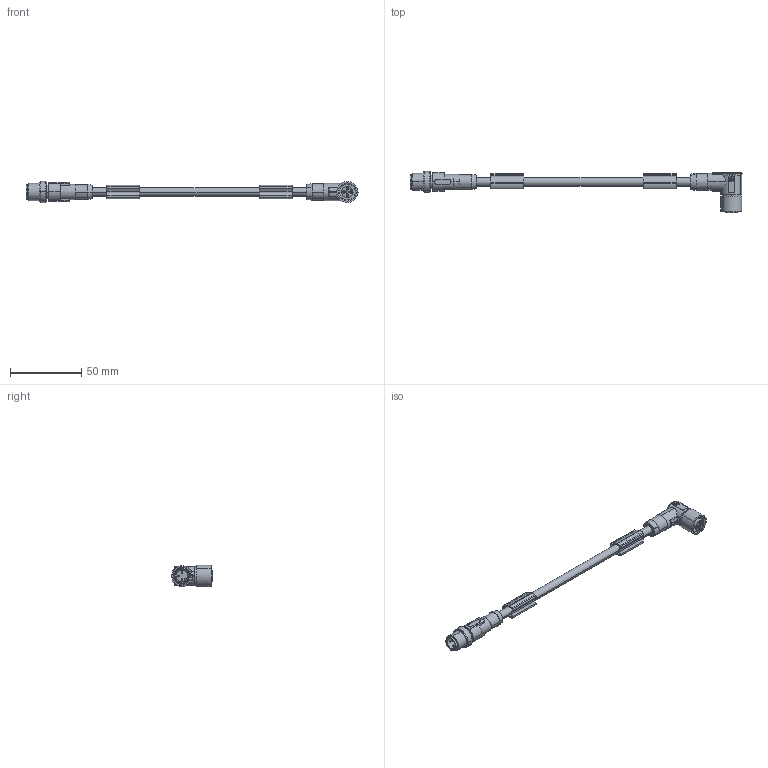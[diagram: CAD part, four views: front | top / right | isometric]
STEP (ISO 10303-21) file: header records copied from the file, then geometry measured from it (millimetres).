
FILE_DESCRIPTION(('SolidDesigner STEP Export'),'2;1');
FILE_NAME('1694554.stp','2011-12-01T 8:03:29',(''),(''),'CoCreate Modeling STEP processor for AP214 (Solid Model)','CoCreate Modeling 16.00A 16-Aug-2008 (C) Parametric Technology GmbH','');
FILE_SCHEMA(('AUTOMOTIVE_DESIGN { 1 0 10303 214 1 1 1 1 }'));
Length unit declared in the file: millimetre
Products named in the file (2): 1694554
Assembly tree (1 placements, depth 2):
  1694554
    1694554
Bounding box: 233.05 x 28.9 x 14.8 mm (x, y, z)
Volume: 16018.1 mm3; surface area: 11284.8 mm2
Topology: 1 solids, 1 shells, 417 faces, 1127 edges, 747 vertices
Faces by surface type: cylinder 210, plane 151, cone 27, extrusion 18, bspline 11
Entity records: 19247 total; most frequent: CARTESIAN_POINT 6138, ORIENTED_EDGE 2254, DIRECTION 1754, EDGE_CURVE 1127, VERTEX_POINT 747, AXIS2_PLACEMENT_3D 604, VECTOR 546, LINE 528
